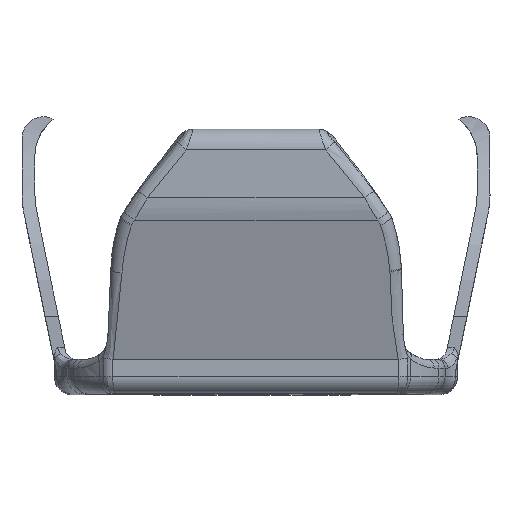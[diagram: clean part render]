
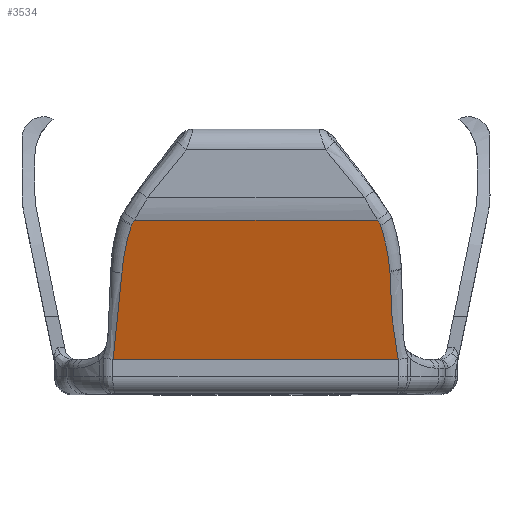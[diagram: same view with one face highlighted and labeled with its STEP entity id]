
A CAD part, top view. The second image highlights one B-rep face of the part: STEP entity #3534.
In plain terms, the highlighted planar face has unit normal (0, -0.259, 0.966).
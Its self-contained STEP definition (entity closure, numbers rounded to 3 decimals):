
#153 = ORIENTED_EDGE ( 'NONE', *, *, #1364, .T. ) ;
#183 = CARTESIAN_POINT ( 'NONE',  ( -10.012, 10.134, 37.179 ) ) ;
#797 =( BOUNDED_CURVE ( )  B_SPLINE_CURVE ( 3, ( #12580, #14922, #4354, #14969 ),
 .UNSPECIFIED., .F., .F. ) 
 B_SPLINE_CURVE_WITH_KNOTS ( ( 4, 4 ),
 ( 4.804, 5.344 ),
 .UNSPECIFIED. ) 
 CURVE ( )  GEOMETRIC_REPRESENTATION_ITEM ( )  RATIONAL_B_SPLINE_CURVE ( ( 1., 0.976, 0.976, 1. ) ) 
 REPRESENTATION_ITEM ( '' )  );
#855 = VERTEX_POINT ( 'NONE', #10844 ) ;
#1207 = EDGE_CURVE ( 'NONE', #14262, #10084, #13129, .T. ) ;
#1213 = EDGE_CURVE ( 'NONE', #11294, #10492, #9848, .T. ) ;
#1304 = DIRECTION ( 'NONE',  ( 0., 0.966, 0.259 ) ) ;
#1323 = FACE_OUTER_BOUND ( 'NONE', #4527, .T. ) ;
#1364 = EDGE_CURVE ( 'NONE', #14418, #11294, #9100, .T. ) ;
#1551 = AXIS2_PLACEMENT_3D ( 'NONE', #9224, #2085, #9383 ) ;
#1756 = ORIENTED_EDGE ( 'NONE', *, *, #1207, .T. ) ;
#1773 = CARTESIAN_POINT ( 'NONE',  ( 14.492, 17.656, 39.195 ) ) ;
#1808 = EDGE_CURVE ( 'NONE', #10492, #13809, #797, .T. ) ;
#2043 = CARTESIAN_POINT ( 'NONE',  ( -16.641, 2., 35. ) ) ;
#2085 = DIRECTION ( 'NONE',  ( 0., -0.259, 0.966 ) ) ;
#2589 = DIRECTION ( 'NONE',  ( 0., -0.966, -0.259 ) ) ;
#2615 = VECTOR ( 'NONE', #12355, 1000. ) ;
#3272 = CARTESIAN_POINT ( 'NONE',  ( -25.063, -5.628, 32.956 ) ) ;
#3367 = EDGE_CURVE ( 'NONE', #8702, #7552, #6002, .T. ) ;
#3492 = CARTESIAN_POINT ( 'NONE',  ( 14.129, 18.221, 39.346 ) ) ;
#3534 = ADVANCED_FACE ( 'NONE', ( #1323 ), #10870, .T. ) ;
#4014 = LINE ( 'NONE', #6066, #15432 ) ;
#4354 = CARTESIAN_POINT ( 'NONE',  ( -16.06, 4.963, 35.794 ) ) ;
#4489 = CARTESIAN_POINT ( 'NONE',  ( 16.564, 2., 35. ) ) ;
#4490 = LINE ( 'NONE', #14951, #2615 ) ;
#4527 = EDGE_LOOP ( 'NONE', ( #153, #8855, #12413, #5893, #1756, #13753, #6073, #15393, #7317 ) ) ;
#4588 = CARTESIAN_POINT ( 'NONE',  ( -14.129, 18.221, 39.346 ) ) ;
#4885 = DIRECTION ( 'NONE',  ( 0., -0.259, 0.966 ) ) ;
#5114 = CARTESIAN_POINT ( 'NONE',  ( 15.6, 12.256, 37.748 ) ) ;
#5554 = LINE ( 'NONE', #15223, #11881 ) ;
#5851 = CARTESIAN_POINT ( 'NONE',  ( 15.934, 4.94, 35.788 ) ) ;
#5893 = ORIENTED_EDGE ( 'NONE', *, *, #12261, .T. ) ;
#6002 = CIRCLE ( 'NONE', #9663, 46.321 ) ;
#6066 = CARTESIAN_POINT ( 'NONE',  ( 15.6, 12.374, 37.78 ) ) ;
#6073 = ORIENTED_EDGE ( 'NONE', *, *, #9387, .T. ) ;
#6109 = DIRECTION ( 'NONE',  ( 0., -0.259, 0.966 ) ) ;
#6150 = AXIS2_PLACEMENT_3D ( 'NONE', #183, #6109, #7427 ) ;
#6194 = CARTESIAN_POINT ( 'NONE',  ( -15.623, 12.053, 37.694 ) ) ;
#6614 = EDGE_CURVE ( 'NONE', #7552, #14418, #5554, .T. ) ;
#7008 = CARTESIAN_POINT ( 'NONE',  ( 15.6, 8.492, 36.74 ) ) ;
#7317 = ORIENTED_EDGE ( 'NONE', *, *, #6614, .T. ) ;
#7427 = DIRECTION ( 'NONE',  ( 0., -0.966, -0.259 ) ) ;
#7552 = VERTEX_POINT ( 'NONE', #3492 ) ;
#8134 = DIRECTION ( 'NONE',  ( 0., -0.966, -0.259 ) ) ;
#8531 = EDGE_CURVE ( 'NONE', #10084, #855, #4014, .T. ) ;
#8645 = CARTESIAN_POINT ( 'NONE',  ( 22., 2., 35. ) ) ;
#8702 = VERTEX_POINT ( 'NONE', #1773 ) ;
#8855 = ORIENTED_EDGE ( 'NONE', *, *, #1213, .T. ) ;
#9035 = CIRCLE ( 'NONE', #6150, 25.711 ) ;
#9100 = CIRCLE ( 'NONE', #11641, 46.321 ) ;
#9158 = DIRECTION ( 'NONE',  ( 0., -0.259, 0.966 ) ) ;
#9224 = CARTESIAN_POINT ( 'NONE',  ( 10.012, 10.134, 37.179 ) ) ;
#9383 = DIRECTION ( 'NONE',  ( 0., -0.966, -0.259 ) ) ;
#9387 = EDGE_CURVE ( 'NONE', #855, #8702, #9035, .T. ) ;
#9663 = AXIS2_PLACEMENT_3D ( 'NONE', #3272, #9158, #8134 ) ;
#9743 = DIRECTION ( 'NONE',  ( 0., -0.966, -0.259 ) ) ;
#9848 = CIRCLE ( 'NONE', #1551, 25.711 ) ;
#10084 = VERTEX_POINT ( 'NONE', #5114 ) ;
#10492 = VERTEX_POINT ( 'NONE', #6194 ) ;
#10844 = CARTESIAN_POINT ( 'NONE',  ( 15.6, 12.316, 37.764 ) ) ;
#10870 = PLANE ( 'NONE',  #14732 ) ;
#11294 = VERTEX_POINT ( 'NONE', #11601 ) ;
#11306 = CARTESIAN_POINT ( 'NONE',  ( 16.564, 2., 35. ) ) ;
#11601 = CARTESIAN_POINT ( 'NONE',  ( -14.492, 17.656, 39.195 ) ) ;
#11641 = AXIS2_PLACEMENT_3D ( 'NONE', #14685, #13339, #9743 ) ;
#11881 = VECTOR ( 'NONE', #12770, 1000. ) ;
#12261 = EDGE_CURVE ( 'NONE', #13809, #14262, #4490, .T. ) ;
#12355 = DIRECTION ( 'NONE',  ( 1., 0., 0. ) ) ;
#12413 = ORIENTED_EDGE ( 'NONE', *, *, #1808, .T. ) ;
#12580 = CARTESIAN_POINT ( 'NONE',  ( -15.623, 12.053, 37.694 ) ) ;
#12770 = DIRECTION ( 'NONE',  ( -1., 0., 0. ) ) ;
#13129 =( BOUNDED_CURVE ( )  B_SPLINE_CURVE ( 3, ( #4489, #5851, #7008, #14203 ),
 .UNSPECIFIED., .F., .F. ) 
 B_SPLINE_CURVE_WITH_KNOTS ( ( 4, 4 ),
 ( 0.896, 1.571 ),
 .UNSPECIFIED. ) 
 CURVE ( )  GEOMETRIC_REPRESENTATION_ITEM ( )  RATIONAL_B_SPLINE_CURVE ( ( 1., 0.962, 0.962, 1. ) ) 
 REPRESENTATION_ITEM ( '' )  );
#13339 = DIRECTION ( 'NONE',  ( 0., -0.259, 0.966 ) ) ;
#13753 = ORIENTED_EDGE ( 'NONE', *, *, #8531, .T. ) ;
#13809 = VERTEX_POINT ( 'NONE', #2043 ) ;
#14203 = CARTESIAN_POINT ( 'NONE',  ( 15.6, 12.256, 37.748 ) ) ;
#14262 = VERTEX_POINT ( 'NONE', #11306 ) ;
#14418 = VERTEX_POINT ( 'NONE', #4588 ) ;
#14685 = CARTESIAN_POINT ( 'NONE',  ( 25.063, -5.628, 32.956 ) ) ;
#14732 = AXIS2_PLACEMENT_3D ( 'NONE', #8645, #4885, #2589 ) ;
#14922 = CARTESIAN_POINT ( 'NONE',  ( -15.712, 8.397, 36.714 ) ) ;
#14951 = CARTESIAN_POINT ( 'NONE',  ( -22., 2., 35. ) ) ;
#14969 = CARTESIAN_POINT ( 'NONE',  ( -16.641, 2., 35. ) ) ;
#15223 = CARTESIAN_POINT ( 'NONE',  ( 22., 18.221, 39.346 ) ) ;
#15393 = ORIENTED_EDGE ( 'NONE', *, *, #3367, .T. ) ;
#15432 = VECTOR ( 'NONE', #1304, 1000. ) ;
